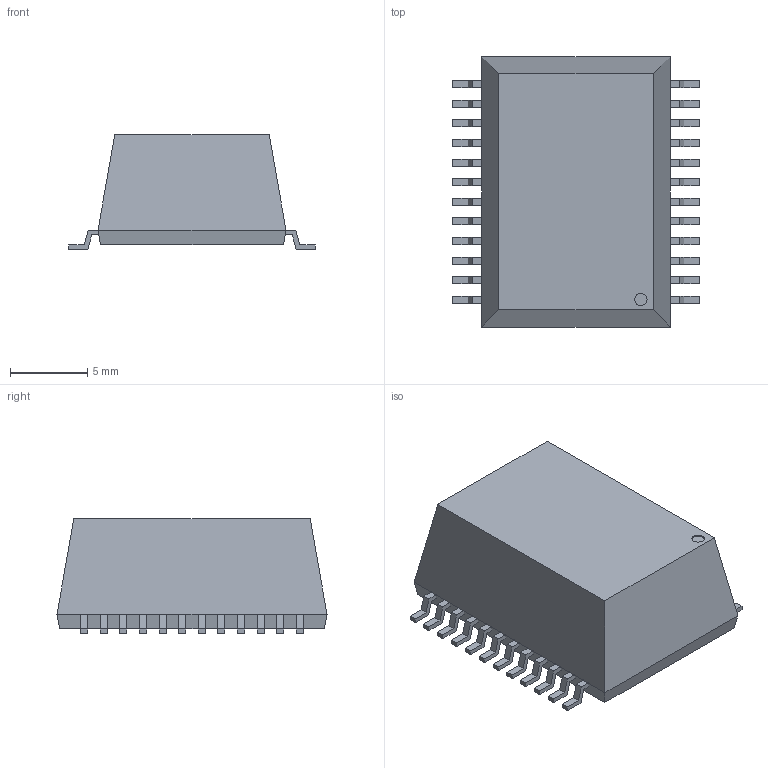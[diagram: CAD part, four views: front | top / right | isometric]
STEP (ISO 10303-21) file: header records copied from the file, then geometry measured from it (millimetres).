
FILE_DESCRIPTION(/* description */ (''),/* implementation_level */ '2;1');
FILE_NAME(/* name */ 'Mentech G2474CG.step',/* time_stamp */ '2023-09-11T13:47:21+02:00',/* author */ (''),/* organization */ (''),/* preprocessor_version */ 'ST-DEVELOPER v20',/* originating_system */ 'Autodesk Translation Framework v12.9.0.99',/* authorisation */ '');
FILE_SCHEMA (('AUTOMOTIVE_DESIGN { 1 0 10303 214 3 1 1 }'));
Length unit declared in the file: millimetre
Products named in the file (3): Mentech G2474CG; Body; Leg
Assembly tree (13 placements, depth 2):
  Mentech G2474CG
    Leg  x12
    Body
Bounding box: 16 x 17.5 x 7.45 mm (x, y, z)
Volume: 1339.9 mm3; surface area: 1311.1 mm2
Topology: 26 solids, 26 shells, 254 faces, 603 edges, 402 vertices
Faces by surface type: plane 253, cylinder 1
Full cylindrical faces by diameter (mm): 0.8 x1
Entity records: 1116 total; most frequent: DIRECTION 179, CARTESIAN_POINT 176, ORIENTED_EDGE 150, EDGE_CURVE 75, LINE 73, VECTOR 73, AXIS2_PLACEMENT_3D 53, VERTEX_POINT 50
